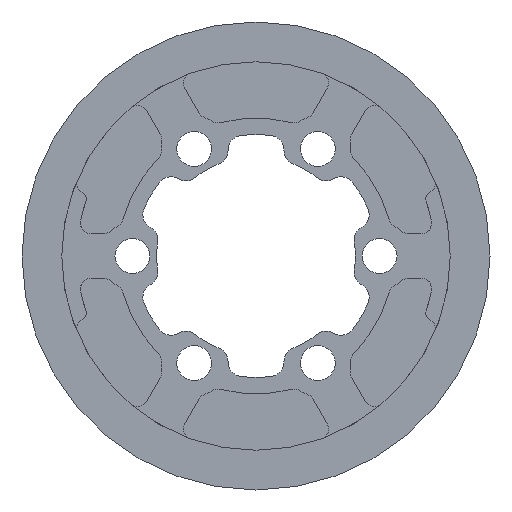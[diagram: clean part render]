
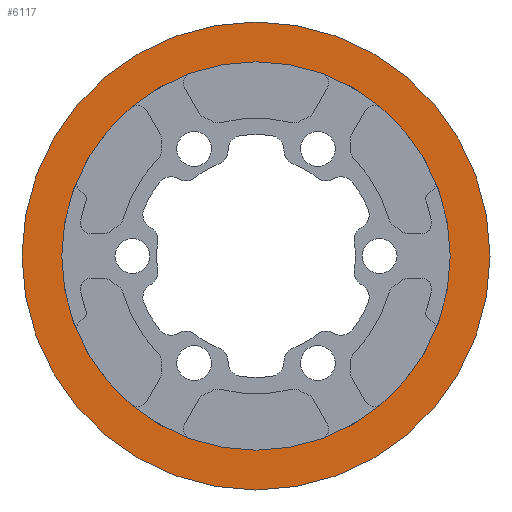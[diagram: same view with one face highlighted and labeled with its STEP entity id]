
A CAD part, left-side view. The second image highlights one B-rep face of the part: STEP entity #6117.
In plain terms, the highlighted planar face has unit normal (-1, 0, 0).
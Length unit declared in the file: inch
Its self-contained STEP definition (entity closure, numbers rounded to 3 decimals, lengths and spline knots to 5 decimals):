
#9 = DIRECTION ( 'NONE',  ( 0., -1., 0. ) ) ;
#29 = DIRECTION ( 'NONE',  ( 0., 1., 0. ) ) ;
#264 = VERTEX_POINT ( 'NONE', #9022 ) ;
#415 = VERTEX_POINT ( 'NONE', #6012 ) ;
#1116 = CIRCLE ( 'NONE', #7324, 1.325 ) ;
#1737 = EDGE_CURVE ( 'NONE', #264, #415, #1116, .T. ) ;
#1832 = DIRECTION ( 'NONE',  ( 0., -1., 0. ) ) ;
#2467 = CIRCLE ( 'NONE', #5122, 1.1 ) ;
#2590 = FACE_BOUND ( 'NONE', #10406, .T. ) ;
#2643 = AXIS2_PLACEMENT_3D ( 'NONE', #5777, #4278, #9 ) ;
#2689 = DIRECTION ( 'NONE',  ( 1., 0., 0. ) ) ;
#2889 = ORIENTED_EDGE ( 'NONE', *, *, #8567, .T. ) ;
#3305 = CARTESIAN_POINT ( 'NONE',  ( -0.5, 0., 0. ) ) ;
#3912 = ORIENTED_EDGE ( 'NONE', *, *, #8630, .F. ) ;
#3992 = ORIENTED_EDGE ( 'NONE', *, *, #1737, .T. ) ;
#4235 = CIRCLE ( 'NONE', #2643, 1.325 ) ;
#4278 = DIRECTION ( 'NONE',  ( -1., 0., 0. ) ) ;
#4560 = AXIS2_PLACEMENT_3D ( 'NONE', #3305, #8412, #10080 ) ;
#5122 = AXIS2_PLACEMENT_3D ( 'NONE', #10479, #5425, #1832 ) ;
#5187 = FACE_OUTER_BOUND ( 'NONE', #10459, .T. ) ;
#5362 = DIRECTION ( 'NONE',  ( 0., -1., 0. ) ) ;
#5425 = DIRECTION ( 'NONE',  ( -1., 0., 0. ) ) ;
#5777 = CARTESIAN_POINT ( 'NONE',  ( -0.5, 0., 0. ) ) ;
#6012 = CARTESIAN_POINT ( 'NONE',  ( -0.5, 1.325, 0. ) ) ;
#6087 = CARTESIAN_POINT ( 'NONE',  ( -0.5, 0., 0. ) ) ;
#6117 = ADVANCED_FACE ( 'NONE', ( #2590, #5187 ), #8525, .F. ) ;
#6178 = EDGE_CURVE ( 'NONE', #6855, #7111, #8821, .T. ) ;
#6855 = VERTEX_POINT ( 'NONE', #7149 ) ;
#7111 = VERTEX_POINT ( 'NONE', #8075 ) ;
#7149 = CARTESIAN_POINT ( 'NONE',  ( -0.5, -1.1, 0. ) ) ;
#7324 = AXIS2_PLACEMENT_3D ( 'NONE', #6087, #9584, #5362 ) ;
#8075 = CARTESIAN_POINT ( 'NONE',  ( -0.5, 1.1, 0. ) ) ;
#8356 = CARTESIAN_POINT ( 'NONE',  ( -0.5, 1.1, 0. ) ) ;
#8412 = DIRECTION ( 'NONE',  ( -1., 0., 0. ) ) ;
#8525 = PLANE ( 'NONE',  #9896 ) ;
#8567 = EDGE_CURVE ( 'NONE', #415, #264, #4235, .T. ) ;
#8630 = EDGE_CURVE ( 'NONE', #7111, #6855, #2467, .T. ) ;
#8821 = CIRCLE ( 'NONE', #4560, 1.1 ) ;
#9022 = CARTESIAN_POINT ( 'NONE',  ( -0.5, -1.325, 0. ) ) ;
#9269 = ORIENTED_EDGE ( 'NONE', *, *, #6178, .F. ) ;
#9584 = DIRECTION ( 'NONE',  ( -1., 0., 0. ) ) ;
#9896 = AXIS2_PLACEMENT_3D ( 'NONE', #8356, #2689, #29 ) ;
#10080 = DIRECTION ( 'NONE',  ( 0., -1., 0. ) ) ;
#10406 = EDGE_LOOP ( 'NONE', ( #9269, #3912 ) ) ;
#10459 = EDGE_LOOP ( 'NONE', ( #3992, #2889 ) ) ;
#10479 = CARTESIAN_POINT ( 'NONE',  ( -0.5, 0., 0. ) ) ;
